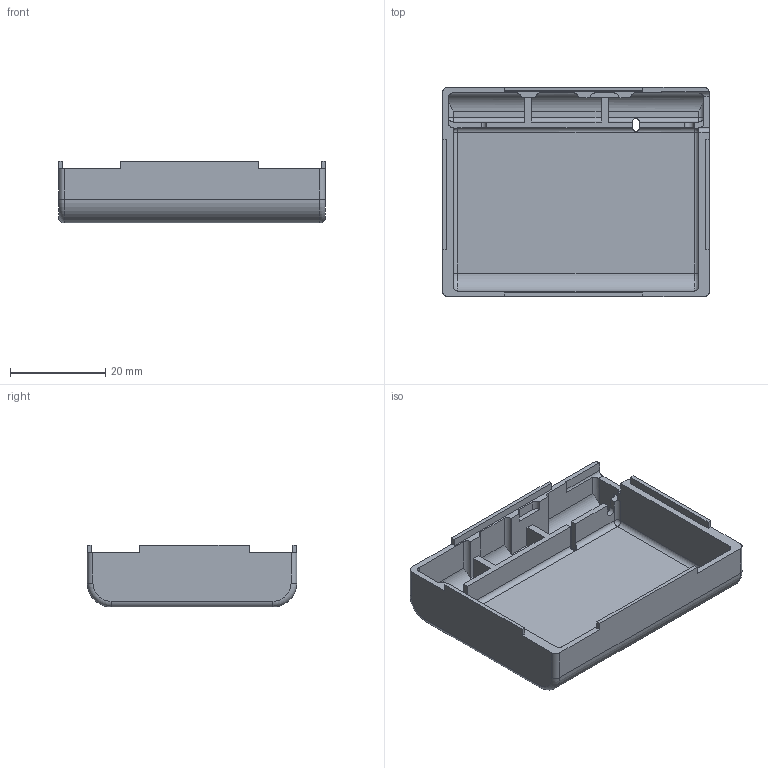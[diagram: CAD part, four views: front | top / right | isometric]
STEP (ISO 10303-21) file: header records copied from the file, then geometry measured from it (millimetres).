
FILE_DESCRIPTION(/* description */ ('','CAx-IF Rec.Pracs.---Representation and Presentation of Product Manufacturing Information (PMI)---4.0---2014-10-13'),/* implementation_level */ '2;1');
FILE_NAME(/* name */ 'cphp82001_case_led_10mm.step',/* time_stamp */ '2025-02-19T10:57:46+11:00',/* author */ (''),/* organization */ (''),/* preprocessor_version */ 'ST-DEVELOPER v20',/* originating_system */ 'Autodesk Translation Framework v13.20.0.188',/* authorisation */ '');
FILE_SCHEMA (('AP242_MANAGED_MODEL_BASED_3D_ENGINEERING_MIM_LF { 1 0 10303 442 1 1 4 }'));
Length unit declared in the file: millimetre
Products named in the file (1): hp35_batteryholder
Bounding box: 56 x 44 x 13 mm (x, y, z)
Volume: 5542 mm3; surface area: 9574.2 mm2
Topology: 1 solids, 1 shells, 113 faces, 306 edges, 194 vertices
Faces by surface type: plane 61, cylinder 42, torus 6, sphere 4
Entity records: 3636 total; most frequent: CARTESIAN_POINT 728, ORIENTED_EDGE 612, DIRECTION 602, EDGE_CURVE 306, LINE 214, VECTOR 214, VERTEX_POINT 194, AXIS2_PLACEMENT_3D 194
